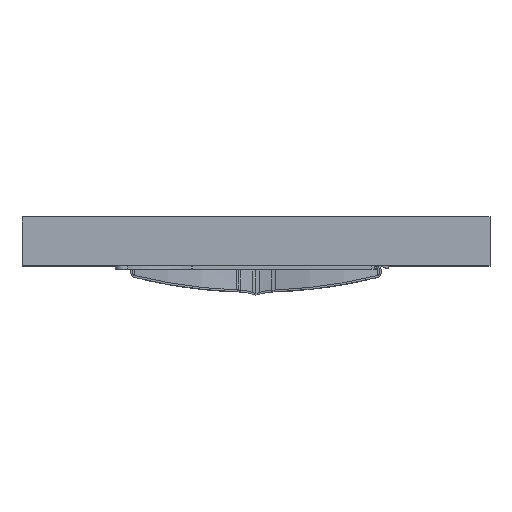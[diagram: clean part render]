
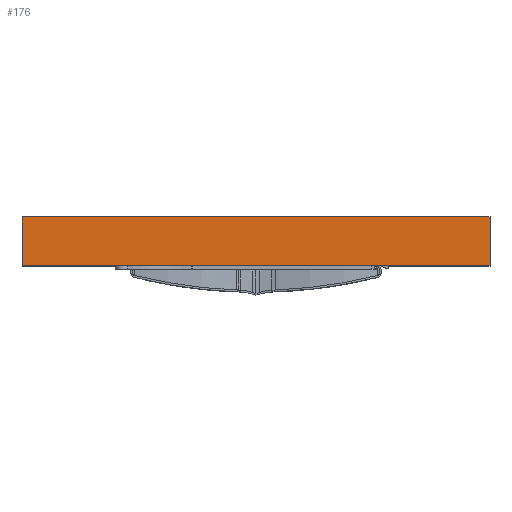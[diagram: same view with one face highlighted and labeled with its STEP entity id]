
A CAD part, top view. The second image highlights one B-rep face of the part: STEP entity #176.
In plain terms, the highlighted planar face has unit normal (0, 0, 1).
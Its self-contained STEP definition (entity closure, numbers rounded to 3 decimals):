
#176 = ADVANCED_FACE ( 'NONE', ( #7951 ), #1547, .F. ) ;
#847 = CARTESIAN_POINT ( 'NONE',  ( -125.464, 17.248, 107.502 ) ) ;
#909 = EDGE_CURVE ( 'NONE', #1676, #11076, #8638, .T. ) ;
#1470 = ORIENTED_EDGE ( 'NONE', *, *, #2868, .T. ) ;
#1547 = PLANE ( 'NONE',  #6689 ) ;
#1676 = VERTEX_POINT ( 'NONE', #7044 ) ;
#1986 = DIRECTION ( 'NONE',  ( 0., 1., 0. ) ) ;
#1989 = ORIENTED_EDGE ( 'NONE', *, *, #11595, .T. ) ;
#2645 = ORIENTED_EDGE ( 'NONE', *, *, #6882, .T. ) ;
#2868 = EDGE_CURVE ( 'NONE', #11076, #7444, #8709, .T. ) ;
#3221 = VECTOR ( 'NONE', #1986, 1000. ) ;
#3324 = CARTESIAN_POINT ( 'NONE',  ( -125.464, 79.078, 107.502 ) ) ;
#3715 = VECTOR ( 'NONE', #5925, 1000. ) ;
#4792 = CARTESIAN_POINT ( 'NONE',  ( -125.464, 43.194, 107.502 ) ) ;
#5292 = CARTESIAN_POINT ( 'NONE',  ( 124.536, 17.248, 107.502 ) ) ;
#5309 = DIRECTION ( 'NONE',  ( 1., 0., 0. ) ) ;
#5343 = ORIENTED_EDGE ( 'NONE', *, *, #909, .T. ) ;
#5657 = LINE ( 'NONE', #11155, #3221 ) ;
#5925 = DIRECTION ( 'NONE',  ( 0., -1., 0. ) ) ;
#6178 = DIRECTION ( 'NONE',  ( 0., 0., -1. ) ) ;
#6240 = DIRECTION ( 'NONE',  ( 0., 1., 0. ) ) ;
#6516 = VERTEX_POINT ( 'NONE', #5292 ) ;
#6689 = AXIS2_PLACEMENT_3D ( 'NONE', #3324, #6178, #6240 ) ;
#6882 = EDGE_CURVE ( 'NONE', #6516, #1676, #5657, .T. ) ;
#7044 = CARTESIAN_POINT ( 'NONE',  ( 124.536, 43.194, 107.502 ) ) ;
#7444 = VERTEX_POINT ( 'NONE', #847 ) ;
#7951 = FACE_OUTER_BOUND ( 'NONE', #8012, .T. ) ;
#8012 = EDGE_LOOP ( 'NONE', ( #5343, #1470, #1989, #2645 ) ) ;
#8638 = LINE ( 'NONE', #9766, #10471 ) ;
#8709 = LINE ( 'NONE', #10654, #3715 ) ;
#8989 = LINE ( 'NONE', #9690, #9007 ) ;
#9007 = VECTOR ( 'NONE', #5309, 1000. ) ;
#9690 = CARTESIAN_POINT ( 'NONE',  ( 124.536, 17.248, 107.502 ) ) ;
#9766 = CARTESIAN_POINT ( 'NONE',  ( -0.464, 43.194, 107.502 ) ) ;
#10465 = DIRECTION ( 'NONE',  ( -1., 0., 0. ) ) ;
#10471 = VECTOR ( 'NONE', #10465, 1000. ) ;
#10654 = CARTESIAN_POINT ( 'NONE',  ( -125.464, 79.078, 107.502 ) ) ;
#11076 = VERTEX_POINT ( 'NONE', #4792 ) ;
#11155 = CARTESIAN_POINT ( 'NONE',  ( 124.536, 29.078, 107.502 ) ) ;
#11595 = EDGE_CURVE ( 'NONE', #7444, #6516, #8989, .T. ) ;
